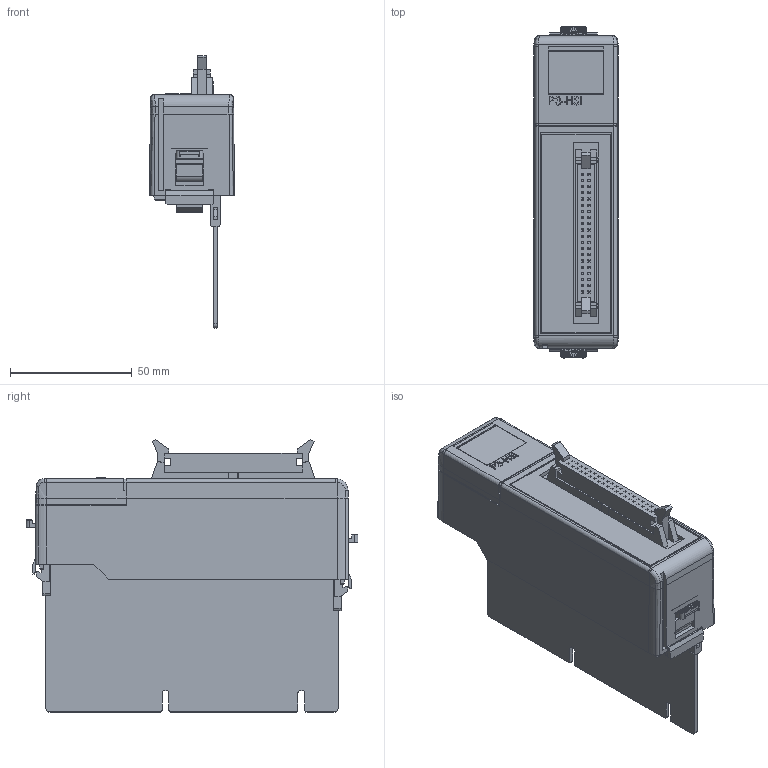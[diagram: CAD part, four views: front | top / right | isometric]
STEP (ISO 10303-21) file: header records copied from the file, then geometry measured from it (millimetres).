
FILE_DESCRIPTION (( 'STEP AP214' ), '1' );
FILE_NAME ('P3-HSI.STEP', '2013-02-13T16:06:02', ( '.adc' ), ( '' ), 'SwSTEP 2.0', 'SolidWorks 2012', '' );
FILE_SCHEMA (( 'AUTOMOTIVE_DESIGN' ));
Length unit declared in the file: inch
Products named in the file (1): P3-HSI
Bounding box: 34.8 x 136.08 x 111.89 mm (x, y, z)
Volume: 190471.5 mm3; surface area: 44266.7 mm2
Topology: 1 solids, 4 shells, 1491 faces, 4042 edges, 2682 vertices
Faces by surface type: plane 1374, bspline 53, cylinder 52, cone 10, torus 2
Entity records: 67762 total; most frequent: CARTESIAN_POINT 11166, ORIENTED_EDGE 8084, DIRECTION 6852, EDGE_CURVE 4042, VECTOR 3758, LINE 3758, VERTEX_POINT 2682, EDGE_LOOP 1624
